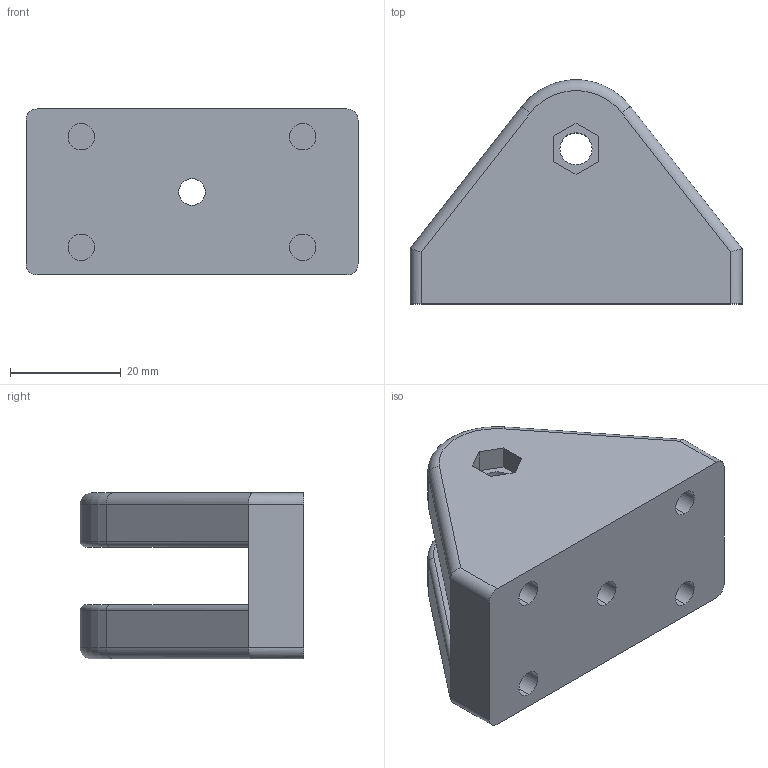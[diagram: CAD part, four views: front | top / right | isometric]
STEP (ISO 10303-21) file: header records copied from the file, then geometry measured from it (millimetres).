
FILE_DESCRIPTION (( 'STEP AP203' ), '1' );
FILE_NAME ('angleAdjustHolder.STEP', '2021-11-18T00:25:22', ( '' ), ( '' ), 'SwSTEP 2.0', 'SolidWorks 2020', '' );
FILE_SCHEMA (( 'CONFIG_CONTROL_DESIGN' ));
Length unit declared in the file: millimetre
Products named in the file (1): angleAdjustHolder
Bounding box: 60 x 40.46 x 30 mm (x, y, z)
Volume: 37858.2 mm3; surface area: 10810.8 mm2
Topology: 1 solids, 1 shells, 68 faces, 158 edges, 98 vertices
Faces by surface type: plane 36, cylinder 28, torus 4
Entity records: 2003 total; most frequent: CARTESIAN_POINT 349, DIRECTION 336, ORIENTED_EDGE 316, EDGE_CURVE 158, AXIS2_PLACEMENT_3D 117, LINE 102, VECTOR 102, VERTEX_POINT 98
